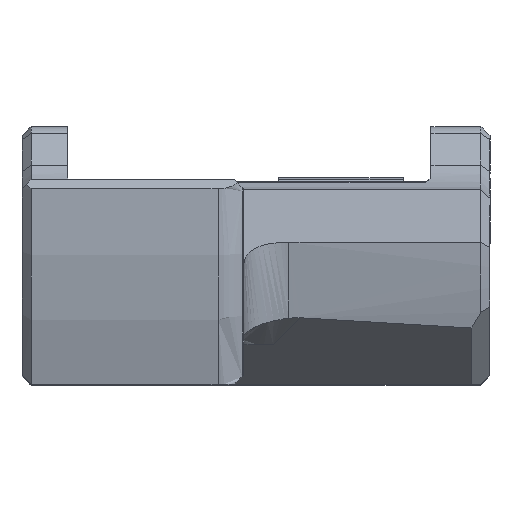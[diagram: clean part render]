
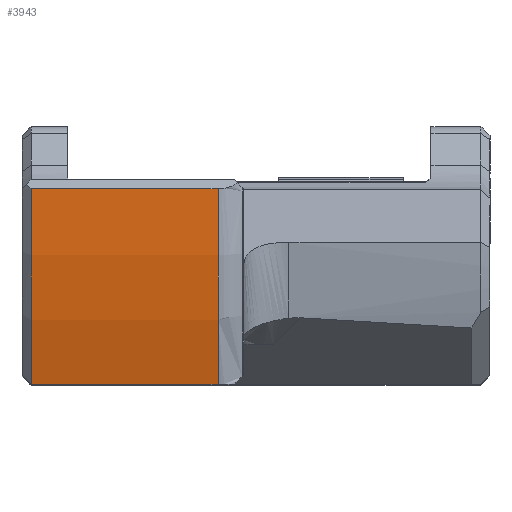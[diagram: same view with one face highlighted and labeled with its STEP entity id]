
A CAD part, top view. The second image highlights one B-rep face of the part: STEP entity #3943.
In plain terms, the highlighted cylindrical face has radius 28.6 mm (diameter 57.2 mm), a partial arc.
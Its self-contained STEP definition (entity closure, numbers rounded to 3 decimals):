
#45 = DIRECTION ( 'NONE',  ( 0., 1., 0. ) ) ;
#352 = CARTESIAN_POINT ( 'NONE',  ( -11.2, -4.6, 40.5 ) ) ;
#448 = CIRCLE ( 'NONE', #3542, 28.6 ) ;
#486 = CARTESIAN_POINT ( 'NONE',  ( -11.2, -4.5, 69.1 ) ) ;
#526 = DIRECTION ( 'NONE',  ( -1., 0., 0. ) ) ;
#533 = CARTESIAN_POINT ( 'NONE',  ( 8.4, -13.1, 67.808 ) ) ;
#539 = CARTESIAN_POINT ( 'NONE',  ( 8.4, -4.5, 69.1 ) ) ;
#600 = EDGE_LOOP ( 'NONE', ( #831, #2606, #5633, #2371 ) ) ;
#831 = ORIENTED_EDGE ( 'NONE', *, *, #5587, .F. ) ;
#996 = VECTOR ( 'NONE', #3473, 1000. ) ;
#2273 = VECTOR ( 'NONE', #3123, 1000. ) ;
#2371 = ORIENTED_EDGE ( 'NONE', *, *, #3189, .F. ) ;
#2531 = DIRECTION ( 'NONE',  ( 0., -1., 0. ) ) ;
#2606 = ORIENTED_EDGE ( 'NONE', *, *, #4054, .F. ) ;
#2668 = CARTESIAN_POINT ( 'NONE',  ( -2.971, -4.6, 40.5 ) ) ;
#2722 = AXIS2_PLACEMENT_3D ( 'NONE', #5192, #4757, #2531 ) ;
#2725 = AXIS2_PLACEMENT_3D ( 'NONE', #352, #526, #3631 ) ;
#2792 = VERTEX_POINT ( 'NONE', #3535 ) ;
#2831 = VERTEX_POINT ( 'NONE', #486 ) ;
#2925 = FACE_OUTER_BOUND ( 'NONE', #600, .T. ) ;
#2954 = VERTEX_POINT ( 'NONE', #4615 ) ;
#3123 = DIRECTION ( 'NONE',  ( -1., 0., 0. ) ) ;
#3189 = EDGE_CURVE ( 'NONE', #2831, #4102, #4881, .T. ) ;
#3473 = DIRECTION ( 'NONE',  ( 1., 0., 0. ) ) ;
#3535 = CARTESIAN_POINT ( 'NONE',  ( -2.971, -13.1, 67.808 ) ) ;
#3542 = AXIS2_PLACEMENT_3D ( 'NONE', #2668, #3952, #45 ) ;
#3608 = LINE ( 'NONE', #533, #2273 ) ;
#3631 = DIRECTION ( 'NONE',  ( 0., -1., 0. ) ) ;
#3943 = ADVANCED_FACE ( 'NONE', ( #2925 ), #4698, .T. ) ;
#3952 = DIRECTION ( 'NONE',  ( -1., 0., 0. ) ) ;
#4054 = EDGE_CURVE ( 'NONE', #2792, #2954, #3608, .T. ) ;
#4102 = VERTEX_POINT ( 'NONE', #4471 ) ;
#4467 = CIRCLE ( 'NONE', #2725, 28.6 ) ;
#4471 = CARTESIAN_POINT ( 'NONE',  ( -2.971, -4.5, 69.1 ) ) ;
#4615 = CARTESIAN_POINT ( 'NONE',  ( -11.2, -13.1, 67.808 ) ) ;
#4698 = CYLINDRICAL_SURFACE ( 'NONE', #2722, 28.6 ) ;
#4757 = DIRECTION ( 'NONE',  ( -1., 0., 0. ) ) ;
#4881 = LINE ( 'NONE', #539, #996 ) ;
#5042 = EDGE_CURVE ( 'NONE', #2792, #4102, #448, .T. ) ;
#5192 = CARTESIAN_POINT ( 'NONE',  ( 8.4, -4.6, 40.5 ) ) ;
#5587 = EDGE_CURVE ( 'NONE', #2954, #2831, #4467, .T. ) ;
#5633 = ORIENTED_EDGE ( 'NONE', *, *, #5042, .T. ) ;
